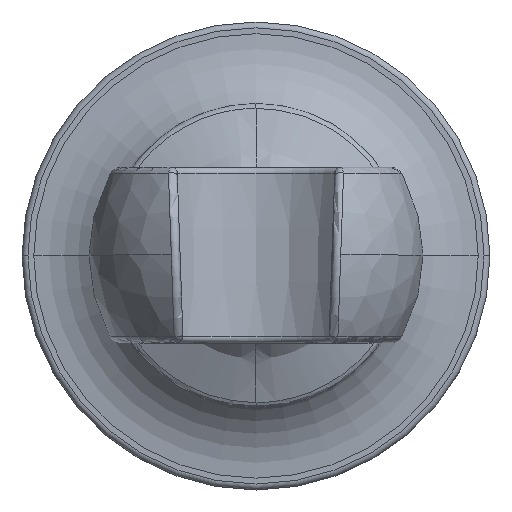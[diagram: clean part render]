
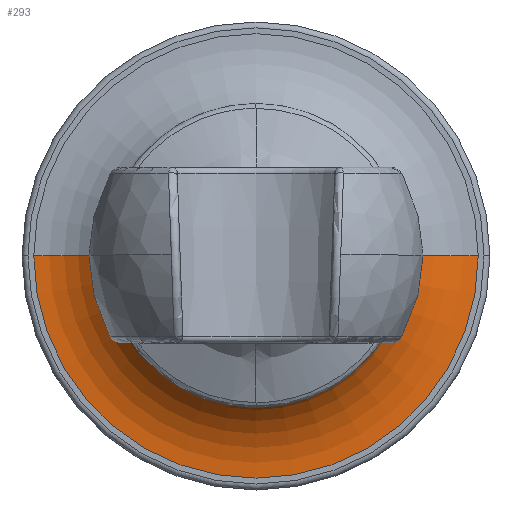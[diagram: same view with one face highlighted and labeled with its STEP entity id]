
A CAD part, top view. The second image highlights one B-rep face of the part: STEP entity #293.
In plain terms, the highlighted toroidal (fillet/blend) face has major radius 24.13 mm and minor radius 9.652 mm.
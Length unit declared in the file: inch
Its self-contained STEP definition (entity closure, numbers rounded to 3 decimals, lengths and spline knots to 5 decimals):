
#54=CARTESIAN_POINT('',(0.,0.,0.73));
#55=DIRECTION('',(0.,0.,1.));
#56=DIRECTION('',(-1.,0.,0.));
#57=AXIS2_PLACEMENT_3D('',#54,#55,#56);
#73=CARTESIAN_POINT('',(0.95,0.,0.73));
#74=DIRECTION('',(0.,1.,0.));
#75=DIRECTION('',(0.,0.,-1.));
#76=AXIS2_PLACEMENT_3D('',#73,#74,#75);
#78=CARTESIAN_POINT('',(0.,0.,0.35));
#79=DIRECTION('',(0.,0.,-1.));
#80=DIRECTION('',(1.,0.,0.));
#81=AXIS2_PLACEMENT_3D('',#78,#79,#80);
#83=CARTESIAN_POINT('',(-0.95,0.,0.73));
#84=DIRECTION('',(0.,-1.,0.));
#85=DIRECTION('',(0.,0.,-1.));
#86=AXIS2_PLACEMENT_3D('',#83,#84,#85);
#162=CARTESIAN_POINT('',(0.57,0.,0.73));
#163=VERTEX_POINT('',#162);
#164=CARTESIAN_POINT('',(-0.57,0.,0.73));
#165=VERTEX_POINT('',#164);
#166=CARTESIAN_POINT('',(0.95,0.,0.35));
#167=VERTEX_POINT('',#166);
#168=CARTESIAN_POINT('',(-0.95,0.,0.35));
#169=VERTEX_POINT('',#168);
#281=CARTESIAN_POINT('',(0.,0.,0.73));
#282=DIRECTION('',(0.,0.,1.));
#283=DIRECTION('',(-1.,0.008,0.));
#284=AXIS2_PLACEMENT_3D('',#281,#282,#283);
#285=TOROIDAL_SURFACE('',#284,0.95,0.38);
#286=ORIENTED_EDGE('',*,*,#248,.T.);
#287=ORIENTED_EDGE('',*,*,#276,.F.);
#289=ORIENTED_EDGE('',*,*,#288,.T.);
#290=ORIENTED_EDGE('',*,*,#272,.T.);
#291=EDGE_LOOP('',(#286,#287,#289,#290));
#292=FACE_OUTER_BOUND('',#291,.F.);
#293=ADVANCED_FACE('',(#292),#285,.F.);
#58=CIRCLE('',#57,0.57);
#77=CIRCLE('',#76,0.38);
#82=CIRCLE('',#81,0.95);
#87=CIRCLE('',#86,0.38);
#248=EDGE_CURVE('',#165,#163,#58,.T.);
#272=EDGE_CURVE('',#169,#165,#87,.T.);
#276=EDGE_CURVE('',#167,#163,#77,.T.);
#288=EDGE_CURVE('',#167,#169,#82,.T.);
